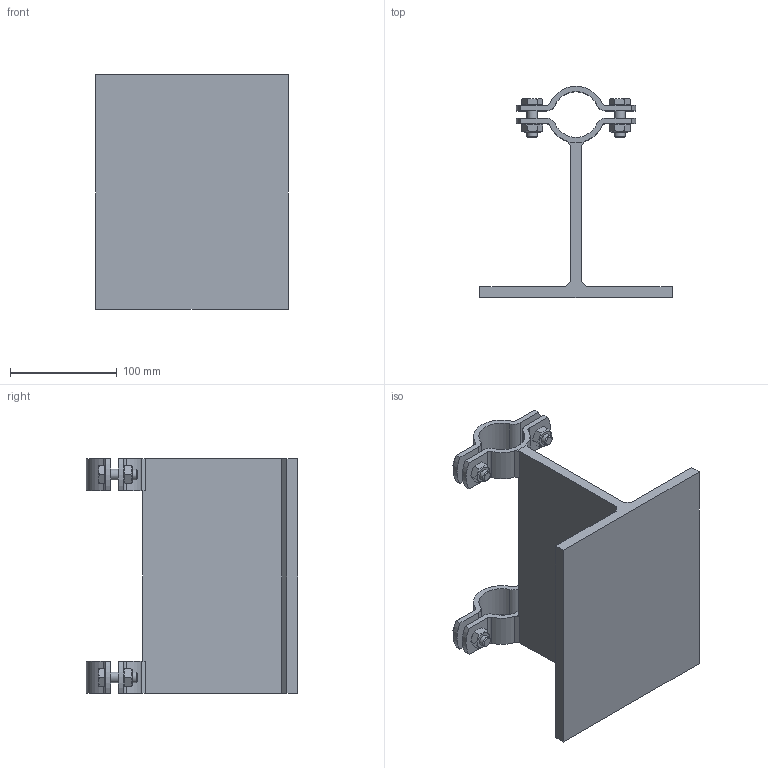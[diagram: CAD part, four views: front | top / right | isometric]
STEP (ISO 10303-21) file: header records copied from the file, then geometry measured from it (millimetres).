
FILE_DESCRIPTION((''),'2;1');
FILE_NAME('116449.stp','2010-04-12T15:40:41',('DMK009'),(''),'Autodesk Inventor 2010','Autodesk Inventor 2010','');
FILE_SCHEMA(('AUTOMOTIVE_DESIGN { 1 0 10303 214 1 1 1 1 }'));
Length unit declared in the file: millimetre
Products named in the file (1): 116449
Bounding box: 180 x 198 x 220 mm (x, y, z)
Volume: 789835.5 mm3; surface area: 191383.7 mm2
Topology: 1 solids, 1 shells, 216 faces, 526 edges, 336 vertices
Faces by surface type: plane 114, cylinder 54, cone 40, bspline 8
Full cylindrical faces by diameter (mm): 9.188 x4, 10 x8, 11.5 x4, 15.4 x4
Entity records: 6331 total; most frequent: CARTESIAN_POINT 1353, DIRECTION 962, ORIENTED_EDGE 960, EDGE_CURVE 480, AXIS2_PLACEMENT_3D 369, VERTEX_POINT 328, EDGE_LOOP 290, VECTOR 224
